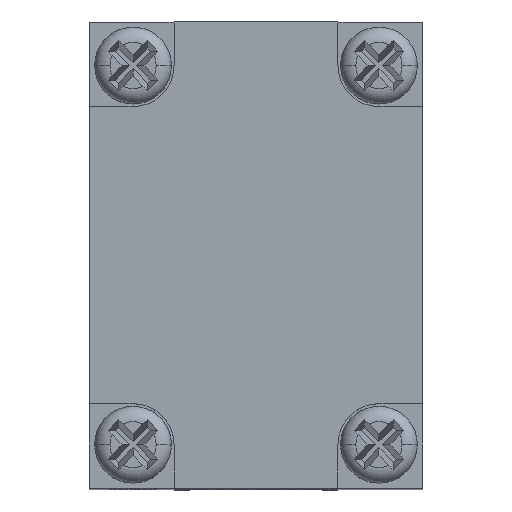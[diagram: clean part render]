
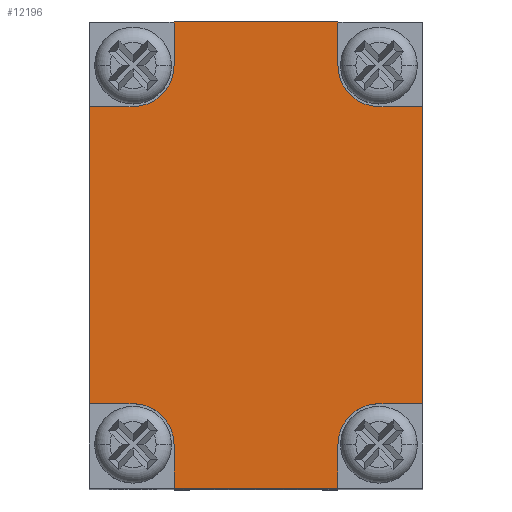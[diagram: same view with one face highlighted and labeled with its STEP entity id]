
A CAD part, top view. The second image highlights one B-rep face of the part: STEP entity #12196.
In plain terms, the highlighted planar face has unit normal (0, 0, 1).
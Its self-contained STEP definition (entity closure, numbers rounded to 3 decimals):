
#373 = EDGE_CURVE ( 'NONE', #2259, #2536, #12776, .T. ) ;
#1179 = AXIS2_PLACEMENT_3D ( 'NONE', #1342, #1343, #1344 ) ;
#1341 = PLANE ( 'NONE',  #1179 ) ;
#1342 = CARTESIAN_POINT ( 'NONE',  ( -16.25, 0., 0. ) ) ;
#1343 = DIRECTION ( 'NONE',  ( 0., 0., 1. ) ) ;
#1344 = DIRECTION ( 'NONE',  ( 1., 0., 0. ) ) ;
#2123 = ORIENTED_EDGE ( 'NONE', *, *, #8078, .F. ) ;
#2124 = ORIENTED_EDGE ( 'NONE', *, *, #8068, .T. ) ;
#2125 = ORIENTED_EDGE ( 'NONE', *, *, #8087, .F. ) ;
#2126 = ORIENTED_EDGE ( 'NONE', *, *, #8115, .F. ) ;
#2127 = ORIENTED_EDGE ( 'NONE', *, *, #8092, .F. ) ;
#2200 = VERTEX_POINT ( 'NONE', #7639 ) ;
#2233 = VERTEX_POINT ( 'NONE', #7684 ) ;
#2258 = VERTEX_POINT ( 'NONE', #7631 ) ;
#2259 = VERTEX_POINT ( 'NONE', #7626 ) ;
#2264 = VERTEX_POINT ( 'NONE', #7662 ) ;
#2360 = VERTEX_POINT ( 'NONE', #3352 ) ;
#2363 = VERTEX_POINT ( 'NONE', #3355 ) ;
#2412 = VERTEX_POINT ( 'NONE', #10967 ) ;
#2415 = VERTEX_POINT ( 'NONE', #4830 ) ;
#2425 = VERTEX_POINT ( 'NONE', #4411 ) ;
#2472 = VERTEX_POINT ( 'NONE', #4428 ) ;
#2512 = VERTEX_POINT ( 'NONE', #4468 ) ;
#2532 = VERTEX_POINT ( 'NONE', #4488 ) ;
#2534 = VERTEX_POINT ( 'NONE', #4490 ) ;
#2536 = VERTEX_POINT ( 'NONE', #4492 ) ;
#2537 = VERTEX_POINT ( 'NONE', #4493 ) ;
#2951 = EDGE_LOOP ( 'NONE', ( #2123, #2124, #2125, #2126, #2127, #9110, #9109, #9097, #9101, #9100, #9099, #9098, #8856, #8855, #8853, #8857 ) ) ;
#3352 = CARTESIAN_POINT ( 'NONE',  ( -8., 45.5, 0. ) ) ;
#3355 = CARTESIAN_POINT ( 'NONE',  ( 8., 4.25, 0. ) ) ;
#3806 = FACE_OUTER_BOUND ( 'NONE', #2951, .T. ) ;
#4411 = CARTESIAN_POINT ( 'NONE',  ( 12., 8.25, 0. ) ) ;
#4428 = CARTESIAN_POINT ( 'NONE',  ( 8., 45.5, 0. ) ) ;
#4468 = CARTESIAN_POINT ( 'NONE',  ( 12., 37.25, 0. ) ) ;
#4488 = CARTESIAN_POINT ( 'NONE',  ( -8., 0., 0. ) ) ;
#4490 = CARTESIAN_POINT ( 'NONE',  ( -8., 4.25, 0. ) ) ;
#4492 = CARTESIAN_POINT ( 'NONE',  ( -16.25, 8.25, 0. ) ) ;
#4493 = CARTESIAN_POINT ( 'NONE',  ( 8., 41.25, 0. ) ) ;
#4830 = CARTESIAN_POINT ( 'NONE',  ( -12., 8.25, 0. ) ) ;
#7044 = CIRCLE ( 'NONE', #10250, 4. ) ;
#7054 = LINE ( 'NONE', #10640, #7055 ) ;
#7055 = VECTOR ( 'NONE', #10641, 1000. ) ;
#7056 = LINE ( 'NONE', #10642, #7057 ) ;
#7057 = VECTOR ( 'NONE', #10643, 1000. ) ;
#7070 = LINE ( 'NONE', #10656, #7071 ) ;
#7071 = VECTOR ( 'NONE', #10657, 1000. ) ;
#7072 = LINE ( 'NONE', #10658, #7073 ) ;
#7073 = VECTOR ( 'NONE', #10659, 1000. ) ;
#7074 = LINE ( 'NONE', #10660, #7075 ) ;
#7075 = VECTOR ( 'NONE', #10661, 1000. ) ;
#7092 = LINE ( 'NONE', #10678, #7093 ) ;
#7093 = VECTOR ( 'NONE', #10679, 1000. ) ;
#7102 = LINE ( 'NONE', #10688, #7103 ) ;
#7103 = VECTOR ( 'NONE', #10689, 1000. ) ;
#7112 = LINE ( 'NONE', #10698, #7113 ) ;
#7113 = VECTOR ( 'NONE', #10699, 1000. ) ;
#7114 = LINE ( 'NONE', #10703, #7116 ) ;
#7115 = CIRCLE ( 'NONE', #10251, 4. ) ;
#7116 = VECTOR ( 'NONE', #10704, 1000. ) ;
#7147 = LINE ( 'NONE', #10738, #7149 ) ;
#7148 = CIRCLE ( 'NONE', #10252, 4. ) ;
#7149 = VECTOR ( 'NONE', #10739, 1000. ) ;
#7156 = LINE ( 'NONE', #10746, #7157 ) ;
#7157 = VECTOR ( 'NONE', #10747, 1000. ) ;
#7169 = CIRCLE ( 'NONE', #10253, 4. ) ;
#7626 = CARTESIAN_POINT ( 'NONE',  ( -16.25, 37.25, 0. ) ) ;
#7631 = CARTESIAN_POINT ( 'NONE',  ( 16.25, 37.25, 0. ) ) ;
#7639 = CARTESIAN_POINT ( 'NONE',  ( 16.25, 8.25, 0. ) ) ;
#7662 = CARTESIAN_POINT ( 'NONE',  ( 8., 0., 0. ) ) ;
#7684 = CARTESIAN_POINT ( 'NONE',  ( -8., 41.25, 0. ) ) ;
#7718 = DIRECTION ( 'NONE',  ( 0., -1., 0. ) ) ;
#7840 = CARTESIAN_POINT ( 'NONE',  ( -16.25, 45.5, 0. ) ) ;
#8062 = EDGE_CURVE ( 'NONE', #2412, #2233, #7044, .T. ) ;
#8068 = EDGE_CURVE ( 'NONE', #2532, #2264, #7054, .T. ) ;
#8069 = EDGE_CURVE ( 'NONE', #2512, #2258, #7056, .T. ) ;
#8076 = EDGE_CURVE ( 'NONE', #2415, #2536, #7070, .T. ) ;
#8077 = EDGE_CURVE ( 'NONE', #2472, #2360, #7072, .T. ) ;
#8078 = EDGE_CURVE ( 'NONE', #2532, #2534, #7074, .T. ) ;
#8087 = EDGE_CURVE ( 'NONE', #2363, #2264, #7092, .T. ) ;
#8092 = EDGE_CURVE ( 'NONE', #2200, #2425, #7102, .T. ) ;
#8097 = EDGE_CURVE ( 'NONE', #2472, #2537, #7112, .T. ) ;
#8098 = EDGE_CURVE ( 'NONE', #2534, #2415, #7115, .T. ) ;
#8099 = EDGE_CURVE ( 'NONE', #2233, #2360, #7114, .T. ) ;
#8115 = EDGE_CURVE ( 'NONE', #2425, #2363, #7148, .T. ) ;
#8116 = EDGE_CURVE ( 'NONE', #2259, #2412, #7147, .T. ) ;
#8120 = EDGE_CURVE ( 'NONE', #2200, #2258, #7156, .T. ) ;
#8126 = EDGE_CURVE ( 'NONE', #2537, #2512, #7169, .T. ) ;
#8853 = ORIENTED_EDGE ( 'NONE', *, *, #8076, .F. ) ;
#8855 = ORIENTED_EDGE ( 'NONE', *, *, #373, .T. ) ;
#8856 = ORIENTED_EDGE ( 'NONE', *, *, #8116, .F. ) ;
#8857 = ORIENTED_EDGE ( 'NONE', *, *, #8098, .F. ) ;
#9097 = ORIENTED_EDGE ( 'NONE', *, *, #8126, .F. ) ;
#9098 = ORIENTED_EDGE ( 'NONE', *, *, #8062, .F. ) ;
#9099 = ORIENTED_EDGE ( 'NONE', *, *, #8099, .F. ) ;
#9100 = ORIENTED_EDGE ( 'NONE', *, *, #8077, .T. ) ;
#9101 = ORIENTED_EDGE ( 'NONE', *, *, #8097, .F. ) ;
#9109 = ORIENTED_EDGE ( 'NONE', *, *, #8069, .F. ) ;
#9110 = ORIENTED_EDGE ( 'NONE', *, *, #8120, .T. ) ;
#10250 = AXIS2_PLACEMENT_3D ( 'NONE', #10627, #10628, #10629 ) ;
#10251 = AXIS2_PLACEMENT_3D ( 'NONE', #10700, #10701, #10702 ) ;
#10252 = AXIS2_PLACEMENT_3D ( 'NONE', #10735, #10736, #10737 ) ;
#10253 = AXIS2_PLACEMENT_3D ( 'NONE', #10758, #10759, #10760 ) ;
#10627 = CARTESIAN_POINT ( 'NONE',  ( -12., 41.25, 0. ) ) ;
#10628 = DIRECTION ( 'NONE',  ( 0., 0., 1. ) ) ;
#10629 = DIRECTION ( 'NONE',  ( 1., 0., 0. ) ) ;
#10640 = CARTESIAN_POINT ( 'NONE',  ( -16.25, 0., 0. ) ) ;
#10641 = DIRECTION ( 'NONE',  ( 1., 0., 0. ) ) ;
#10642 = CARTESIAN_POINT ( 'NONE',  ( 12., 37.25, 0. ) ) ;
#10643 = DIRECTION ( 'NONE',  ( 1., 0., 0. ) ) ;
#10656 = CARTESIAN_POINT ( 'NONE',  ( -12., 8.25, 0. ) ) ;
#10657 = DIRECTION ( 'NONE',  ( -1., 0., 0. ) ) ;
#10658 = CARTESIAN_POINT ( 'NONE',  ( -16.25, 45.5, 0. ) ) ;
#10659 = DIRECTION ( 'NONE',  ( -1., 0., 0. ) ) ;
#10660 = CARTESIAN_POINT ( 'NONE',  ( -8., 4.25, 0. ) ) ;
#10661 = DIRECTION ( 'NONE',  ( 0., 1., 0. ) ) ;
#10678 = CARTESIAN_POINT ( 'NONE',  ( 8., 4.25, 0. ) ) ;
#10679 = DIRECTION ( 'NONE',  ( 0., -1., 0. ) ) ;
#10688 = CARTESIAN_POINT ( 'NONE',  ( 12., 8.25, 0. ) ) ;
#10689 = DIRECTION ( 'NONE',  ( -1., 0., 0. ) ) ;
#10698 = CARTESIAN_POINT ( 'NONE',  ( 8., 41.25, 0. ) ) ;
#10699 = DIRECTION ( 'NONE',  ( 0., -1., 0. ) ) ;
#10700 = CARTESIAN_POINT ( 'NONE',  ( -12., 4.25, 0. ) ) ;
#10701 = DIRECTION ( 'NONE',  ( 0., 0., 1. ) ) ;
#10702 = DIRECTION ( 'NONE',  ( -1., 0., 0. ) ) ;
#10703 = CARTESIAN_POINT ( 'NONE',  ( -8., 41.25, 0. ) ) ;
#10704 = DIRECTION ( 'NONE',  ( 0., 1., 0. ) ) ;
#10735 = CARTESIAN_POINT ( 'NONE',  ( 12., 4.25, 0. ) ) ;
#10736 = DIRECTION ( 'NONE',  ( 0., 0., 1. ) ) ;
#10737 = DIRECTION ( 'NONE',  ( 1., 0., 0. ) ) ;
#10738 = CARTESIAN_POINT ( 'NONE',  ( -12., 37.25, 0. ) ) ;
#10739 = DIRECTION ( 'NONE',  ( 1., 0., 0. ) ) ;
#10746 = CARTESIAN_POINT ( 'NONE',  ( 16.25, 45.5, 0. ) ) ;
#10747 = DIRECTION ( 'NONE',  ( 0., 1., 0. ) ) ;
#10758 = CARTESIAN_POINT ( 'NONE',  ( 12., 41.25, 0. ) ) ;
#10759 = DIRECTION ( 'NONE',  ( 0., 0., 1. ) ) ;
#10760 = DIRECTION ( 'NONE',  ( -1., 0., 0. ) ) ;
#10967 = CARTESIAN_POINT ( 'NONE',  ( -12., 37.25, 0. ) ) ;
#12196 = ADVANCED_FACE ( 'NONE', ( #3806 ), #1341, .T. ) ;
#12776 = LINE ( 'NONE', #7840, #12777 ) ;
#12777 = VECTOR ( 'NONE', #7718, 1000. ) ;
